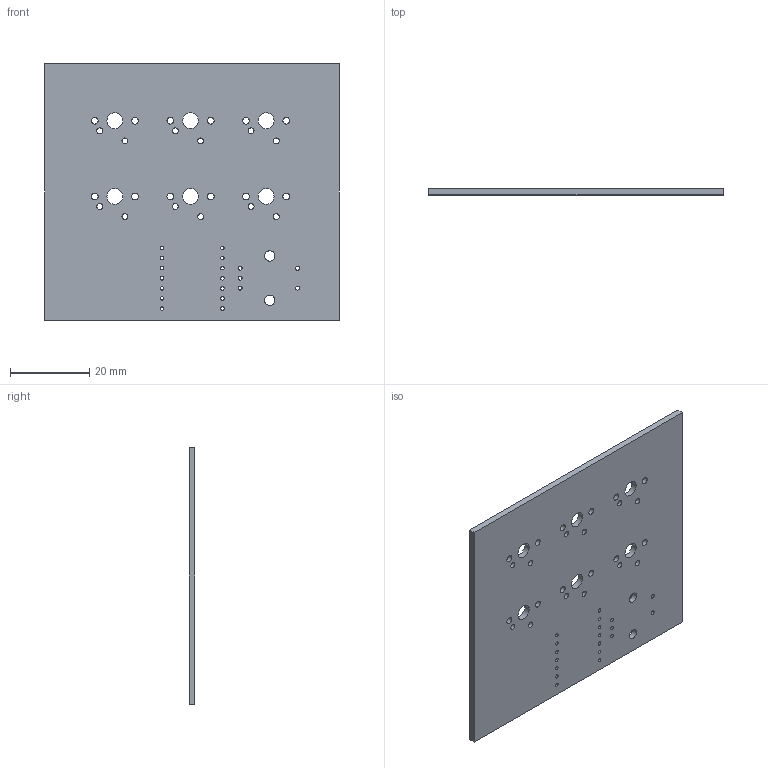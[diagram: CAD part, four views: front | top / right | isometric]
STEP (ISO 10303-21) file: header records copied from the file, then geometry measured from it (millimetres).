
FILE_DESCRIPTION(/* description */ (''),/* implementation_level */ '2;1');
FILE_NAME(/* name */ 'Gonza''s Macropad pcb.step',/* time_stamp */ '2026-01-25T22:43:50-03:00',/* author */ (''),/* organization */ (''),/* preprocessor_version */ 'ST-DEVELOPER v20.1',/* originating_system */ 'Autodesk Translation Framework v14.21.0.0',/* authorisation */ '');
FILE_SCHEMA (('AUTOMOTIVE_DESIGN { 1 0 10303 214 3 1 1 }'));
Length unit declared in the file: millimetre
Products named in the file (1): 2026-01-25-22-18-24-840
Bounding box: 74.1 x 1.51 x 64.6 mm (x, y, z)
Volume: 7006.1 mm3; surface area: 10101.9 mm2
Topology: 1 solids, 1 shells, 57 faces, 165 edges, 110 vertices
Faces by surface type: cylinder 51, plane 6
Full cylindrical faces by diameter (mm): 0.889 x14, 1 x5, 1.5 x12, 1.7 x12, 2.6 x2, 4 x6
Entity records: 2185 total; most frequent: DIRECTION 383, CARTESIAN_POINT 333, ORIENTED_EDGE 330, EDGE_CURVE 165, AXIS2_PLACEMENT_3D 160, EDGE_LOOP 159, VERTEX_POINT 110, FACE_BOUND 102
